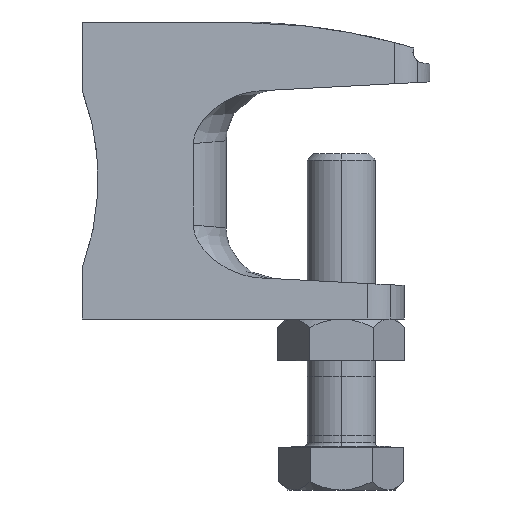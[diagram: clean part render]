
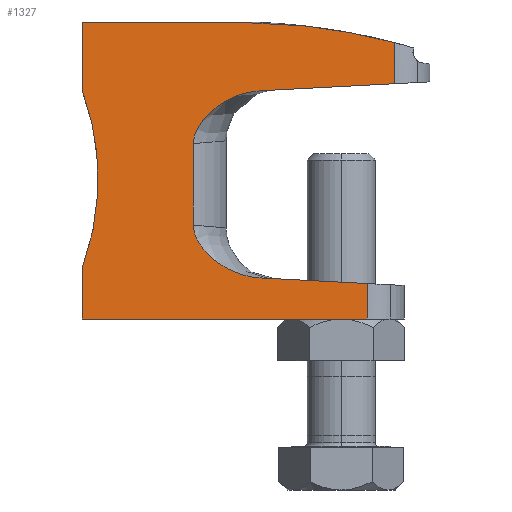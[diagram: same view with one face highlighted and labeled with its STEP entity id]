
A CAD part, left-side view. The second image highlights one B-rep face of the part: STEP entity #1327.
In plain terms, the highlighted planar face has unit normal (-0.995, -0.102, 0).
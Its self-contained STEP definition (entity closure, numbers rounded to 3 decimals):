
#19=DIRECTION('',(-0.102,0.995,0.));
#20=VECTOR('',#19,18.097);
#21=CARTESIAN_POINT('',(-7.598,-21.,42.));
#22=LINE('',#21,#20);
#57=DIRECTION('',(0.,0.,-1.));
#58=VECTOR('',#57,5.957);
#59=CARTESIAN_POINT('',(-9.439,-2.997,12.957));
#60=LINE('',#59,#58);
#69=DIRECTION('',(0.,0.,-1.));
#70=VECTOR('',#69,8.);
#71=CARTESIAN_POINT('',(-9.439,-2.997,42.));
#72=LINE('',#71,#70);
#172=DIRECTION('',(0.102,-0.995,0.));
#173=VECTOR('',#172,33.788);
#174=CARTESIAN_POINT('',(-9.439,-2.997,7.));
#175=LINE('',#174,#173);
#234=DIRECTION('',(-0.102,0.993,0.052));
#235=VECTOR('',#234,12.718);
#236=CARTESIAN_POINT('',(-6.002,-36.609,11.178));
#237=LINE('',#236,#235);
#293=CARTESIAN_POINT('',(-8.096,-16.128,18.062));
#294=CARTESIAN_POINT('',(-8.096,-16.128,17.821));
#295=CARTESIAN_POINT('',(-8.091,-16.18,17.32));
#296=CARTESIAN_POINT('',(-8.063,-16.453,16.503));
#297=CARTESIAN_POINT('',(-8.014,-16.936,15.654));
#298=CARTESIAN_POINT('',(-7.943,-17.626,14.799));
#299=CARTESIAN_POINT('',(-7.85,-18.537,13.949));
#300=CARTESIAN_POINT('',(-7.733,-19.684,13.149));
#301=CARTESIAN_POINT('',(-7.594,-21.039,12.465));
#302=CARTESIAN_POINT('',(-7.443,-22.517,12.));
#303=CARTESIAN_POINT('',(-7.344,-23.486,11.865));
#304=CARTESIAN_POINT('',(-7.294,-23.975,11.84));
#306=CARTESIAN_POINT('',(-9.439,-2.997,12.957));
#307=CARTESIAN_POINT('',(-9.372,-3.653,14.71));
#308=CARTESIAN_POINT('',(-9.276,-4.597,18.217));
#309=CARTESIAN_POINT('',(-9.229,-5.055,23.478));
#310=CARTESIAN_POINT('',(-9.276,-4.597,28.739));
#311=CARTESIAN_POINT('',(-9.372,-3.653,32.246));
#312=CARTESIAN_POINT('',(-9.439,-2.997,34.));
#314=DIRECTION('',(0.,0.,-1.));
#315=VECTOR('',#314,4.848);
#316=CARTESIAN_POINT('',(-5.676,-39.789,39.575));
#317=LINE('',#316,#315);
#318=DIRECTION('',(0.,0.,-1.));
#319=VECTOR('',#318,4.178);
#320=CARTESIAN_POINT('',(-6.002,-36.609,11.178));
#321=LINE('',#320,#319);
#330=CARTESIAN_POINT('',(-7.598,-21.,42.));
#331=CARTESIAN_POINT('',(-6.947,-27.366,42.));
#332=CARTESIAN_POINT('',(-6.306,-33.629,41.192));
#333=CARTESIAN_POINT('',(-5.676,-39.789,39.575));
#377=CARTESIAN_POINT('',(-5.676,-39.789,34.727));
#402=DIRECTION('',(0.102,-0.993,0.052));
#403=VECTOR('',#402,15.918);
#404=CARTESIAN_POINT('',(-7.294,-23.975,33.898));
#405=LINE('',#404,#403);
#595=CARTESIAN_POINT('',(-7.294,-23.975,33.898));
#596=CARTESIAN_POINT('',(-7.344,-23.486,33.872));
#597=CARTESIAN_POINT('',(-7.443,-22.517,33.738));
#598=CARTESIAN_POINT('',(-7.594,-21.039,33.273));
#599=CARTESIAN_POINT('',(-7.733,-19.684,32.589));
#600=CARTESIAN_POINT('',(-7.85,-18.536,31.789));
#601=CARTESIAN_POINT('',(-7.943,-17.626,30.939));
#602=CARTESIAN_POINT('',(-8.014,-16.936,30.084));
#603=CARTESIAN_POINT('',(-8.063,-16.453,29.235));
#604=CARTESIAN_POINT('',(-8.091,-16.18,28.418));
#605=CARTESIAN_POINT('',(-8.096,-16.128,27.917));
#606=CARTESIAN_POINT('',(-8.096,-16.128,27.676));
#630=DIRECTION('',(0.,0.,-1.));
#631=VECTOR('',#630,9.614);
#632=CARTESIAN_POINT('',(-8.096,-16.128,27.676));
#633=LINE('',#632,#631);
#687=CARTESIAN_POINT('',(-7.598,-21.,42.));
#689=VERTEX_POINT('',#687);
#690=CARTESIAN_POINT('',(-9.439,-2.997,42.));
#692=VERTEX_POINT('',#690);
#699=CARTESIAN_POINT('',(-9.439,-2.997,7.));
#701=VERTEX_POINT('',#699);
#716=CARTESIAN_POINT('',(-8.096,-16.128,27.676));
#717=CARTESIAN_POINT('',(-8.096,-16.128,18.062));
#718=VERTEX_POINT('',#716);
#719=VERTEX_POINT('',#717);
#720=VERTEX_POINT('',#595);
#721=VERTEX_POINT('',#304);
#739=CARTESIAN_POINT('',(-6.002,-36.609,7.));
#741=VERTEX_POINT('',#739);
#742=CARTESIAN_POINT('',(-6.002,-36.609,11.178));
#743=VERTEX_POINT('',#742);
#746=VERTEX_POINT('',#377);
#747=CARTESIAN_POINT('',(-5.676,-39.789,39.575));
#748=VERTEX_POINT('',#747);
#769=CARTESIAN_POINT('',(-9.439,-2.997,12.957));
#771=VERTEX_POINT('',#769);
#775=VERTEX_POINT('',#312);
#1301=CARTESIAN_POINT('',(-10.203,4.475,0.));
#1302=DIRECTION('',(0.995,0.102,0.));
#1303=DIRECTION('',(0.102,-0.995,0.));
#1304=AXIS2_PLACEMENT_3D('',#1301,#1302,#1303);
#1305=PLANE('',#1304);
#1306=ORIENTED_EDGE('',*,*,#906,.T.);
#1307=ORIENTED_EDGE('',*,*,#877,.F.);
#1308=ORIENTED_EDGE('',*,*,#785,.F.);
#1310=ORIENTED_EDGE('',*,*,#1309,.T.);
#1312=ORIENTED_EDGE('',*,*,#1311,.T.);
#1314=ORIENTED_EDGE('',*,*,#1313,.F.);
#1316=ORIENTED_EDGE('',*,*,#1315,.T.);
#1318=ORIENTED_EDGE('',*,*,#1317,.T.);
#1319=ORIENTED_EDGE('',*,*,#1294,.T.);
#1320=ORIENTED_EDGE('',*,*,#1067,.F.);
#1322=ORIENTED_EDGE('',*,*,#1321,.T.);
#1323=ORIENTED_EDGE('',*,*,#1009,.F.);
#1324=ORIENTED_EDGE('',*,*,#857,.F.);
#1325=EDGE_LOOP('',(#1306,#1307,#1308,#1310,#1312,#1314,#1316,#1318,#1319,#1320,
#1322,#1323,#1324));
#1326=FACE_OUTER_BOUND('',#1325,.F.);
#1327=ADVANCED_FACE('',(#1326),#1305,.F.);
#305=B_SPLINE_CURVE_WITH_KNOTS('',3,(#293,#294,#295,#296,#297,#298,#299,#300,
#301,#302,#303,#304),.UNSPECIFIED.,.F.,.F.,(4,1,1,1,1,1,1,1,1,4),(0.,
0.111,0.222,0.333,0.444,
0.556,0.667,0.778,0.889,1.),
.UNSPECIFIED.);
#313=B_SPLINE_CURVE_WITH_KNOTS('',3,(#306,#307,#308,#309,#310,#311,#312),
.UNSPECIFIED.,.F.,.F.,(4,1,1,1,4),(0.,0.25,0.5,0.75,1.),
.UNSPECIFIED.);
#334=B_SPLINE_CURVE_WITH_KNOTS('',3,(#330,#331,#332,#333),.UNSPECIFIED.,.F.,.F.,
(4,4),(0.,1.),.UNSPECIFIED.);
#607=B_SPLINE_CURVE_WITH_KNOTS('',3,(#595,#596,#597,#598,#599,#600,#601,#602,
#603,#604,#605,#606),.UNSPECIFIED.,.F.,.F.,(4,1,1,1,1,1,1,1,1,4),(0.,
0.111,0.222,0.333,0.444,
0.556,0.667,0.778,0.889,1.),
.UNSPECIFIED.);
#785=EDGE_CURVE('',#689,#692,#22,.T.);
#857=EDGE_CURVE('',#771,#701,#60,.T.);
#877=EDGE_CURVE('',#692,#775,#72,.T.);
#906=EDGE_CURVE('',#771,#775,#313,.T.);
#1009=EDGE_CURVE('',#701,#741,#175,.T.);
#1067=EDGE_CURVE('',#743,#721,#237,.T.);
#1294=EDGE_CURVE('',#719,#721,#305,.T.);
#1309=EDGE_CURVE('',#689,#748,#334,.T.);
#1311=EDGE_CURVE('',#748,#746,#317,.T.);
#1313=EDGE_CURVE('',#720,#746,#405,.T.);
#1315=EDGE_CURVE('',#720,#718,#607,.T.);
#1317=EDGE_CURVE('',#718,#719,#633,.T.);
#1321=EDGE_CURVE('',#743,#741,#321,.T.);
